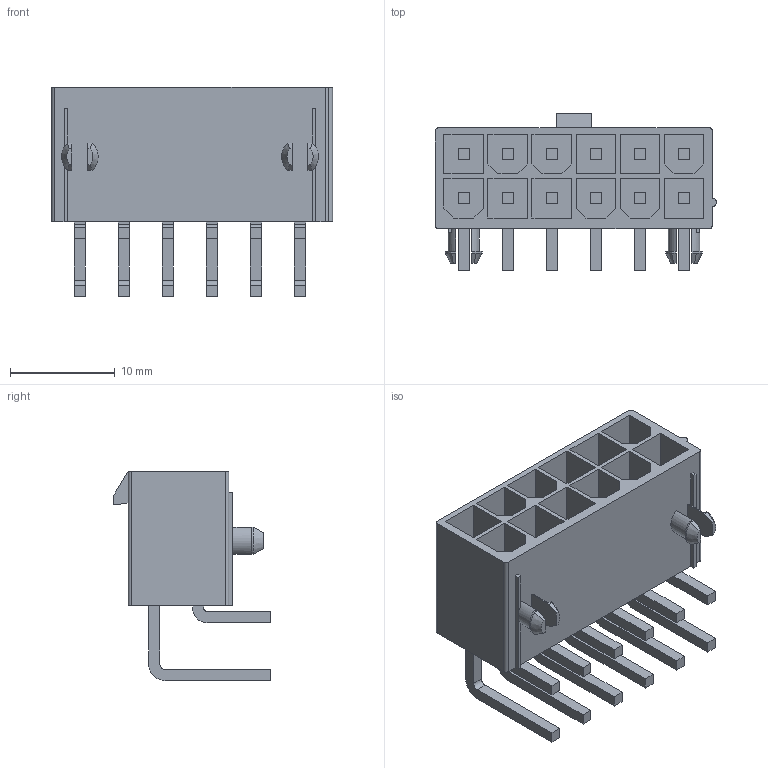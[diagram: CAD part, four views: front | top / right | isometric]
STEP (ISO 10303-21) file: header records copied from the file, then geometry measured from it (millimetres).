
FILE_DESCRIPTION((''),'2;1');
FILE_NAME('039300120','2015-05-15T',('me'),(''),'PRO/ENGINEER BY PARAMETRIC TECHNOLOGY CORPORATION, 2011490','PRO/ENGINEER BY PARAMETRIC TECHNOLOGY CORPORATION, 2011490','');
FILE_SCHEMA(('CONFIG_CONTROL_DESIGN'));
Length unit declared in the file: millimetre
Products named in the file (1): 039300120
Bounding box: 26.8 x 15 x 19.93 mm (x, y, z)
Volume: 1960.9 mm3; surface area: 3922.1 mm2
Topology: 1 solids, 1 shells, 309 faces, 817 edges, 550 vertices
Faces by surface type: plane 268, cylinder 37, cone 4
Entity records: 9452 total; most frequent: CARTESIAN_POINT 1661, ORIENTED_EDGE 1574, DIRECTION 1541, EDGE_CURVE 787, VECTOR 697, LINE 697, VERTEX_POINT 518, AXIS2_PLACEMENT_3D 422
